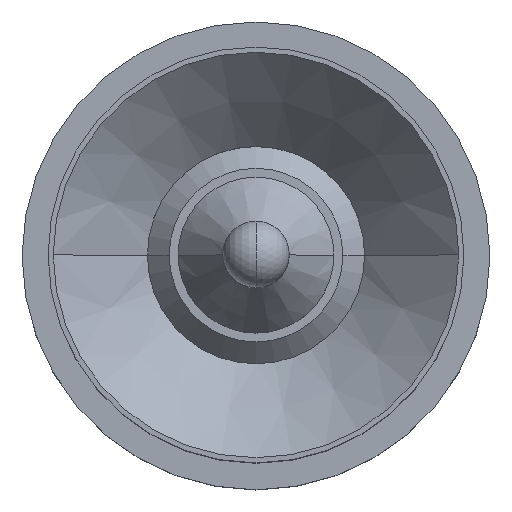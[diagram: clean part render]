
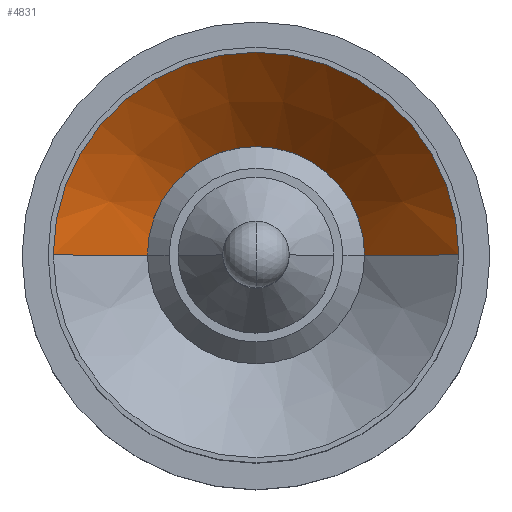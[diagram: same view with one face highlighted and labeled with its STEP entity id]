
A CAD part, top view. The second image highlights one B-rep face of the part: STEP entity #4831.
In plain terms, the highlighted conical face has half-angle 45 degrees and reference radius 1.95 mm.
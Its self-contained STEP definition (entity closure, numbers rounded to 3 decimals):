
#445 = CIRCLE ( 'NONE', #7248, 1.95 ) ;
#446 = CIRCLE ( 'NONE', #7249, 1.045 ) ;
#597 = DIRECTION ( 'NONE',  ( 1., 0., 0. ) ) ;
#599 = DIRECTION ( 'NONE',  ( 0., 0., 1. ) ) ;
#601 = CARTESIAN_POINT ( 'NONE',  ( 0., 0., 5.2 ) ) ;
#1254 = DIRECTION ( 'NONE',  ( 1., 0., 0. ) ) ;
#1255 = DIRECTION ( 'NONE',  ( 0., 0., 1. ) ) ;
#1256 = CARTESIAN_POINT ( 'NONE',  ( 0., 0., 4.295 ) ) ;
#1257 = DIRECTION ( 'NONE',  ( 1., 0., 0. ) ) ;
#1258 = DIRECTION ( 'NONE',  ( 0., 0., 1. ) ) ;
#1259 = CARTESIAN_POINT ( 'NONE',  ( 0., 0., 5.2 ) ) ;
#3404 = EDGE_CURVE ( 'NONE', #8571, #8551, #445, .T. ) ;
#3405 = EDGE_CURVE ( 'NONE', #8567, #8561, #446, .T. ) ;
#3880 = FACE_OUTER_BOUND ( 'NONE', #6581, .T. ) ;
#3893 = CONICAL_SURFACE ( 'NONE', #7370, 1.95, 0.785 ) ;
#4149 = LINE ( 'NONE', #8082, #4156 ) ;
#4151 = LINE ( 'NONE', #8076, #4153 ) ;
#4153 = VECTOR ( 'NONE', #8072, 1000. ) ;
#4156 = VECTOR ( 'NONE', #8077, 1000. ) ;
#4831 = ADVANCED_FACE ( 'NONE', ( #3880 ), #3893, .F. ) ;
#5944 = ORIENTED_EDGE ( 'NONE', *, *, #6980, .F. ) ;
#5945 = ORIENTED_EDGE ( 'NONE', *, *, #3405, .F. ) ;
#5946 = ORIENTED_EDGE ( 'NONE', *, *, #6978, .T. ) ;
#5947 = ORIENTED_EDGE ( 'NONE', *, *, #3404, .T. ) ;
#6338 = CARTESIAN_POINT ( 'NONE',  ( -1.95, 0., 5.2 ) ) ;
#6344 = CARTESIAN_POINT ( 'NONE',  ( -1.045, 0., 4.295 ) ) ;
#6348 = CARTESIAN_POINT ( 'NONE',  ( 1.045, 0., 4.295 ) ) ;
#6350 = CARTESIAN_POINT ( 'NONE',  ( 1.95, 0., 5.2 ) ) ;
#6581 = EDGE_LOOP ( 'NONE', ( #5944, #5945, #5946, #5947 ) ) ;
#6978 = EDGE_CURVE ( 'NONE', #8567, #8571, #4151, .T. ) ;
#6980 = EDGE_CURVE ( 'NONE', #8561, #8551, #4149, .T. ) ;
#7248 = AXIS2_PLACEMENT_3D ( 'NONE', #1259, #1258, #1257 ) ;
#7249 = AXIS2_PLACEMENT_3D ( 'NONE', #1256, #1255, #1254 ) ;
#7370 = AXIS2_PLACEMENT_3D ( 'NONE', #601, #599, #597 ) ;
#8072 = DIRECTION ( 'NONE',  ( 0.707, 0., 0.707 ) ) ;
#8076 = CARTESIAN_POINT ( 'NONE',  ( 1.95, 0., 5.2 ) ) ;
#8077 = DIRECTION ( 'NONE',  ( -0.707, 0., 0.707 ) ) ;
#8082 = CARTESIAN_POINT ( 'NONE',  ( -1.95, 0., 5.2 ) ) ;
#8551 = VERTEX_POINT ( 'NONE', #6338 ) ;
#8561 = VERTEX_POINT ( 'NONE', #6344 ) ;
#8567 = VERTEX_POINT ( 'NONE', #6348 ) ;
#8571 = VERTEX_POINT ( 'NONE', #6350 ) ;
